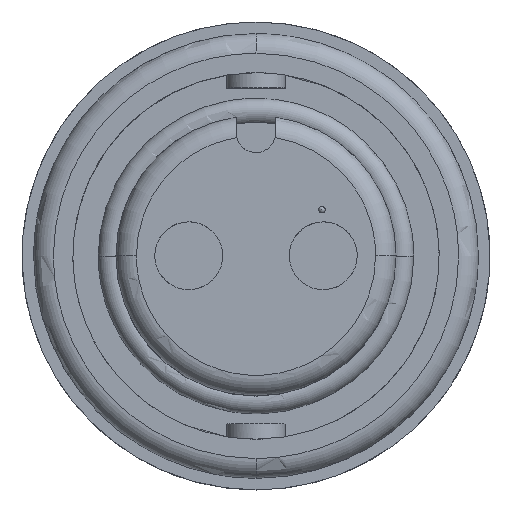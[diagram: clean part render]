
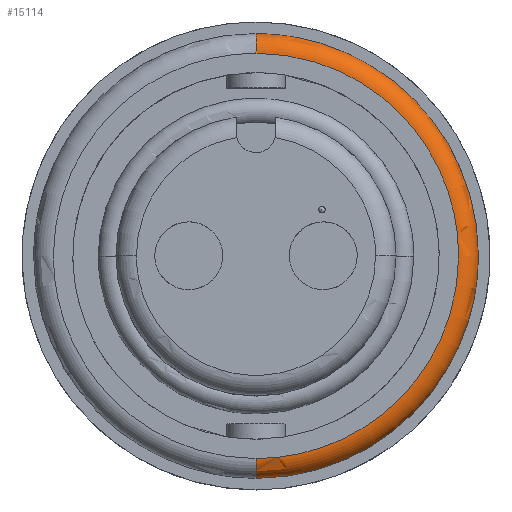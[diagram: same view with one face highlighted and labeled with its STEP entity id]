
A CAD part, top view. The second image highlights one B-rep face of the part: STEP entity #15114.
In plain terms, the highlighted toroidal (fillet/blend) face has major radius 7.811 mm and minor radius 0.762 mm.
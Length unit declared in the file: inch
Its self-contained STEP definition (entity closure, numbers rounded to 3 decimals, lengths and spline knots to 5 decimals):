
#334 = CARTESIAN_POINT ( 'NONE',  ( 0., -0.3375, 0.144 ) ) ;
#556 = EDGE_CURVE ( 'NONE', #6443, #7133, #17068, .T. ) ;
#898 = VERTEX_POINT ( 'NONE', #5684 ) ;
#1018 = CARTESIAN_POINT ( 'NONE',  ( 0.04025, -0.3075, 0.174 ) ) ;
#1097 = CARTESIAN_POINT ( 'NONE',  ( 0.04418, -0.3375, 0.144 ) ) ;
#1195 = ORIENTED_EDGE ( 'NONE', *, *, #1593, .T. ) ;
#1593 = EDGE_CURVE ( 'NONE', #7133, #898, #8536, .T. ) ;
#1719 = AXIS2_PLACEMENT_3D ( 'NONE', #13374, #10661, #5311 ) ;
#1967 = FACE_OUTER_BOUND ( 'NONE', #10721, .T. ) ;
#1988 = CARTESIAN_POINT ( 'NONE',  ( 0.08049, 0.2995, 0.174 ) ) ;
#2063 = VERTEX_POINT ( 'NONE', #5533 ) ;
#2526 = CARTESIAN_POINT ( 'NONE',  ( 0.32872, 0.08834, 0.144 ) ) ;
#3300 = CARTESIAN_POINT ( 'NONE',  ( 0.18897, 0.2459, 0.174 ) ) ;
#3829 = EDGE_CURVE ( 'NONE', #13719, #898, #10981, .T. ) ;
#3842 = CARTESIAN_POINT ( 'NONE',  ( 0.26989, 0.20741, 0.144 ) ) ;
#4378 = CARTESIAN_POINT ( 'NONE',  ( 0.3375, -0.04418, 0.144 ) ) ;
#4566 = B_SPLINE_CURVE_WITH_KNOTS ( 'NONE', 3,
 ( #16976, #7442, #14264, #6171, #15663, #7496, #17033, #8862, #1018, #10243 ),
 .UNSPECIFIED., .F., .F.,
 ( 4, 2, 2, 2, 4 ),
 ( 0., 0.125, 0.25, 0.375, 0.5 ),
 .UNSPECIFIED. ) ;
#4612 = CARTESIAN_POINT ( 'NONE',  ( 0.26869, 0.15486, 0.174 ) ) ;
#5191 = ORIENTED_EDGE ( 'NONE', *, *, #11978, .T. ) ;
#5311 = DIRECTION ( 'NONE',  ( 0., 1., 0. ) ) ;
#5533 = CARTESIAN_POINT ( 'NONE',  ( 0.3075, 0., 0.174 ) ) ;
#5550 = CARTESIAN_POINT ( 'NONE',  ( 0., -0.3075, 0.144 ) ) ;
#5569 = ORIENTED_EDGE ( 'NONE', *, *, #6180, .T. ) ;
#5682 = CARTESIAN_POINT ( 'NONE',  ( 0.2949, -0.16997, 0.144 ) ) ;
#5684 = CARTESIAN_POINT ( 'NONE',  ( 0., 0.3375, 0.144 ) ) ;
#5847 = TOROIDAL_SURFACE ( 'NONE', #1719, 0.3075, 0.03 ) ;
#5938 = CARTESIAN_POINT ( 'NONE',  ( 0.3075, 0.04025, 0.174 ) ) ;
#6171 = CARTESIAN_POINT ( 'NONE',  ( 0.26869, -0.15486, 0.174 ) ) ;
#6180 = EDGE_CURVE ( 'NONE', #2063, #15069, #4566, .T. ) ;
#6443 = VERTEX_POINT ( 'NONE', #334 ) ;
#6534 = CARTESIAN_POINT ( 'NONE',  ( 0., -0.3075, 0.174 ) ) ;
#6872 = DIRECTION ( 'NONE',  ( 0., 1., 0. ) ) ;
#7054 = CARTESIAN_POINT ( 'NONE',  ( 0.3375, 0., 0.144 ) ) ;
#7133 = VERTEX_POINT ( 'NONE', #10573 ) ;
#7442 = CARTESIAN_POINT ( 'NONE',  ( 0.3075, -0.04025, 0.174 ) ) ;
#7496 = CARTESIAN_POINT ( 'NONE',  ( 0.18897, -0.2459, 0.174 ) ) ;
#7520 = CARTESIAN_POINT ( 'NONE',  ( 0.20741, -0.26989, 0.144 ) ) ;
#8203 = AXIS2_PLACEMENT_3D ( 'NONE', #13406, #13392, #13372 ) ;
#8536 = B_SPLINE_CURVE_WITH_KNOTS ( 'NONE', 3,
 ( #17289, #15879, #2526, #11876, #3842, #13219, #17076, #9563, #17190, #13336 ),
 .UNSPECIFIED., .F., .F.,
 ( 4, 2, 2, 2, 4 ),
 ( 0., 0.125, 0.25, 0.375, 0.5 ),
 .UNSPECIFIED. ) ;
#8562 = CARTESIAN_POINT ( 'NONE',  ( 0., 0.3075, 0.174 ) ) ;
#8657 = CARTESIAN_POINT ( 'NONE',  ( 0.08834, -0.32872, 0.144 ) ) ;
#8862 = CARTESIAN_POINT ( 'NONE',  ( 0.08049, -0.2995, 0.174 ) ) ;
#9563 = CARTESIAN_POINT ( 'NONE',  ( 0.08834, 0.32872, 0.144 ) ) ;
#9654 = B_SPLINE_CURVE_WITH_KNOTS ( 'NONE', 3,
 ( #8562, #9929, #1988, #11298, #3300, #12669, #4612, #14025, #5938, #15414 ),
 .UNSPECIFIED., .F., .F.,
 ( 4, 2, 2, 2, 4 ),
 ( 0.5, 0.625, 0.75, 0.875, 1. ),
 .UNSPECIFIED. ) ;
#9789 = ORIENTED_EDGE ( 'NONE', *, *, #556, .T. ) ;
#9929 = CARTESIAN_POINT ( 'NONE',  ( 0.04025, 0.3075, 0.174 ) ) ;
#10243 = CARTESIAN_POINT ( 'NONE',  ( 0., -0.3075, 0.174 ) ) ;
#10573 = CARTESIAN_POINT ( 'NONE',  ( 0.3375, 0., 0.144 ) ) ;
#10661 = DIRECTION ( 'NONE',  ( 0., 0., -1. ) ) ;
#10721 = EDGE_LOOP ( 'NONE', ( #5569, #5191, #9789, #1195, #12679, #14792 ) ) ;
#10981 = CIRCLE ( 'NONE', #8203, 0.03 ) ;
#11298 = CARTESIAN_POINT ( 'NONE',  ( 0.15486, 0.26869, 0.174 ) ) ;
#11635 = CARTESIAN_POINT ( 'NONE',  ( 0., -0.3375, 0.144 ) ) ;
#11876 = CARTESIAN_POINT ( 'NONE',  ( 0.2949, 0.16997, 0.144 ) ) ;
#11978 = EDGE_CURVE ( 'NONE', #15069, #6443, #14568, .T. ) ;
#12317 = EDGE_CURVE ( 'NONE', #13719, #2063, #9654, .T. ) ;
#12669 = CARTESIAN_POINT ( 'NONE',  ( 0.2459, 0.18897, 0.174 ) ) ;
#12679 = ORIENTED_EDGE ( 'NONE', *, *, #3829, .F. ) ;
#12704 = CARTESIAN_POINT ( 'NONE',  ( 0., 0.3075, 0.174 ) ) ;
#13219 = CARTESIAN_POINT ( 'NONE',  ( 0.20741, 0.26989, 0.144 ) ) ;
#13336 = CARTESIAN_POINT ( 'NONE',  ( 0., 0.3375, 0.144 ) ) ;
#13372 = DIRECTION ( 'NONE',  ( 0., 0., 1. ) ) ;
#13374 = CARTESIAN_POINT ( 'NONE',  ( 0., 0., 0.144 ) ) ;
#13392 = DIRECTION ( 'NONE',  ( -1., 0., 0. ) ) ;
#13406 = CARTESIAN_POINT ( 'NONE',  ( 0., 0.3075, 0.144 ) ) ;
#13719 = VERTEX_POINT ( 'NONE', #12704 ) ;
#13774 = CARTESIAN_POINT ( 'NONE',  ( 0.32872, -0.08834, 0.144 ) ) ;
#14025 = CARTESIAN_POINT ( 'NONE',  ( 0.2995, 0.08049, 0.174 ) ) ;
#14264 = CARTESIAN_POINT ( 'NONE',  ( 0.2995, -0.08049, 0.174 ) ) ;
#14289 = CARTESIAN_POINT ( 'NONE',  ( 0.26989, -0.20741, 0.144 ) ) ;
#14568 = CIRCLE ( 'NONE', #14855, 0.03 ) ;
#14792 = ORIENTED_EDGE ( 'NONE', *, *, #12317, .T. ) ;
#14855 = AXIS2_PLACEMENT_3D ( 'NONE', #5550, #14999, #6872 ) ;
#14999 = DIRECTION ( 'NONE',  ( 1., 0., 0. ) ) ;
#15069 = VERTEX_POINT ( 'NONE', #6534 ) ;
#15114 = ADVANCED_FACE ( 'NONE', ( #1967 ), #5847, .T. ) ;
#15414 = CARTESIAN_POINT ( 'NONE',  ( 0.3075, 0., 0.174 ) ) ;
#15663 = CARTESIAN_POINT ( 'NONE',  ( 0.2459, -0.18897, 0.174 ) ) ;
#15694 = CARTESIAN_POINT ( 'NONE',  ( 0.16997, -0.2949, 0.144 ) ) ;
#15879 = CARTESIAN_POINT ( 'NONE',  ( 0.3375, 0.04418, 0.144 ) ) ;
#16976 = CARTESIAN_POINT ( 'NONE',  ( 0.3075, 0., 0.174 ) ) ;
#17033 = CARTESIAN_POINT ( 'NONE',  ( 0.15486, -0.26869, 0.174 ) ) ;
#17068 = B_SPLINE_CURVE_WITH_KNOTS ( 'NONE', 3,
 ( #11635, #1097, #8657, #15694, #7520, #14289, #5682, #13774, #4378, #7054 ),
 .UNSPECIFIED., .F., .F.,
 ( 4, 2, 2, 2, 4 ),
 ( 0.5, 0.625, 0.75, 0.875, 1. ),
 .UNSPECIFIED. ) ;
#17076 = CARTESIAN_POINT ( 'NONE',  ( 0.16997, 0.2949, 0.144 ) ) ;
#17190 = CARTESIAN_POINT ( 'NONE',  ( 0.04418, 0.3375, 0.144 ) ) ;
#17289 = CARTESIAN_POINT ( 'NONE',  ( 0.3375, 0., 0.144 ) ) ;
